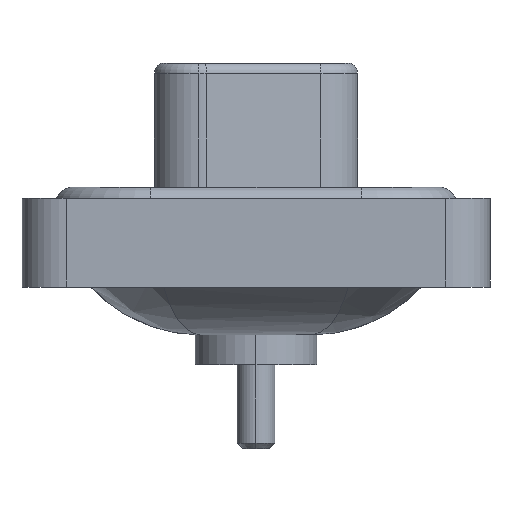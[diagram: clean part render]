
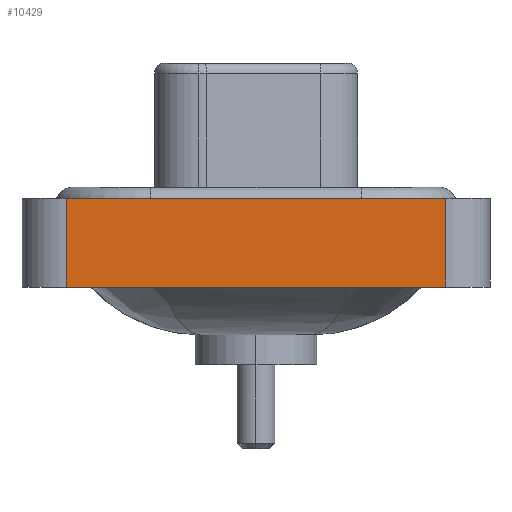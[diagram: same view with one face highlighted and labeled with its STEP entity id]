
A CAD part, left-side view. The second image highlights one B-rep face of the part: STEP entity #10429.
In plain terms, the highlighted planar face has unit normal (-1, 0, 0).
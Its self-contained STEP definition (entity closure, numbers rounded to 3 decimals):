
#644 = DIRECTION ( 'NONE',  ( 0., 0., 1. ) ) ;
#2043 = CARTESIAN_POINT ( 'NONE',  ( -7.25, -8.55, -3.6 ) ) ;
#2133 = VERTEX_POINT ( 'NONE', #14427 ) ;
#2509 = VERTEX_POINT ( 'NONE', #7078 ) ;
#2766 = EDGE_CURVE ( 'NONE', #2133, #2509, #14993, .T. ) ;
#2934 = DIRECTION ( 'NONE',  ( -1., 0., 0. ) ) ;
#2999 = CARTESIAN_POINT ( 'NONE',  ( -7.25, -8.55, -3.6 ) ) ;
#3933 = DIRECTION ( 'NONE',  ( 0., -1., 0. ) ) ;
#4027 = EDGE_CURVE ( 'NONE', #6861, #2133, #8781, .T. ) ;
#4665 = FACE_OUTER_BOUND ( 'NONE', #11928, .T. ) ;
#5392 = AXIS2_PLACEMENT_3D ( 'NONE', #5649, #2934, #644 ) ;
#5649 = CARTESIAN_POINT ( 'NONE',  ( -7.25, -8.55, -3.6 ) ) ;
#5906 = LINE ( 'NONE', #9457, #9784 ) ;
#6220 = LINE ( 'NONE', #10830, #11210 ) ;
#6231 = ORIENTED_EDGE ( 'NONE', *, *, #2766, .T. ) ;
#6703 = CARTESIAN_POINT ( 'NONE',  ( -7.25, 8.55, -3.6 ) ) ;
#6861 = VERTEX_POINT ( 'NONE', #6703 ) ;
#6990 = ORIENTED_EDGE ( 'NONE', *, *, #4027, .T. ) ;
#7078 = CARTESIAN_POINT ( 'NONE',  ( -7.25, -8.55, 0.4 ) ) ;
#8781 = LINE ( 'NONE', #2999, #13508 ) ;
#9285 = PLANE ( 'NONE',  #5392 ) ;
#9457 = CARTESIAN_POINT ( 'NONE',  ( -7.25, 8.55, -3.6 ) ) ;
#9784 = VECTOR ( 'NONE', #12788, 1000. ) ;
#10268 = VERTEX_POINT ( 'NONE', #14305 ) ;
#10429 = ADVANCED_FACE ( 'NONE', ( #4665 ), #9285, .T. ) ;
#10830 = CARTESIAN_POINT ( 'NONE',  ( -7.25, -8.55, 0.4 ) ) ;
#11210 = VECTOR ( 'NONE', #3933, 1000. ) ;
#11882 = VECTOR ( 'NONE', #13497, 1000. ) ;
#11928 = EDGE_LOOP ( 'NONE', ( #6231, #14710, #12553, #6990 ) ) ;
#12273 = EDGE_CURVE ( 'NONE', #10268, #2509, #6220, .T. ) ;
#12534 = EDGE_CURVE ( 'NONE', #6861, #10268, #5906, .T. ) ;
#12553 = ORIENTED_EDGE ( 'NONE', *, *, #12534, .F. ) ;
#12788 = DIRECTION ( 'NONE',  ( 0., 0., 1. ) ) ;
#13164 = DIRECTION ( 'NONE',  ( 0., -1., 0. ) ) ;
#13497 = DIRECTION ( 'NONE',  ( 0., 0., 1. ) ) ;
#13508 = VECTOR ( 'NONE', #13164, 1000. ) ;
#14305 = CARTESIAN_POINT ( 'NONE',  ( -7.25, 8.55, 0.4 ) ) ;
#14427 = CARTESIAN_POINT ( 'NONE',  ( -7.25, -8.55, -3.6 ) ) ;
#14710 = ORIENTED_EDGE ( 'NONE', *, *, #12273, .F. ) ;
#14993 = LINE ( 'NONE', #2043, #11882 ) ;
